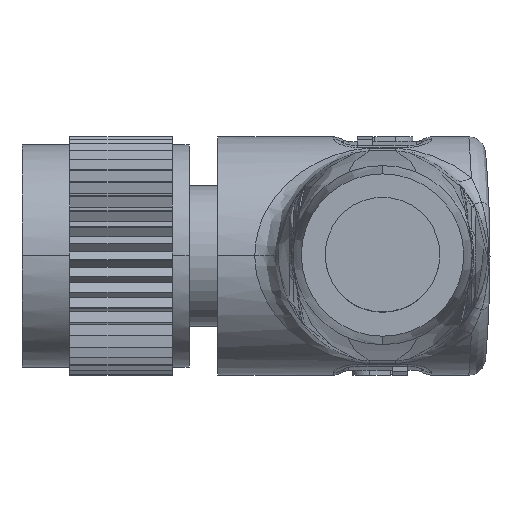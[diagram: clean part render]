
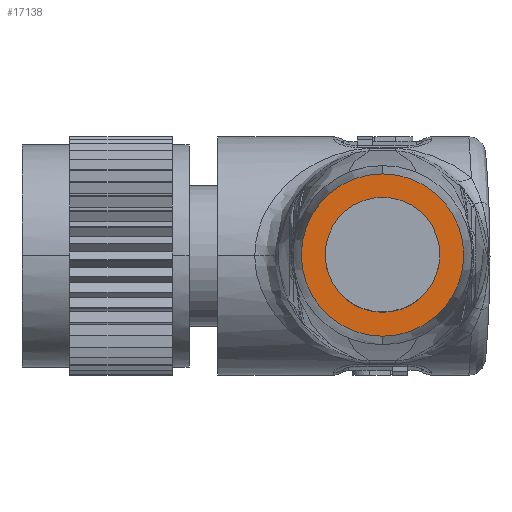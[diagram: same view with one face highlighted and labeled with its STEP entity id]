
A CAD part, top view. The second image highlights one B-rep face of the part: STEP entity #17138.
In plain terms, the highlighted planar face has unit normal (0, 0, 1).
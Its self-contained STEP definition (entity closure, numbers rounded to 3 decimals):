
#4370=CARTESIAN_POINT('',(14.7,0.,23.));
#4371=DIRECTION('',(0.,0.,-1.));
#4372=DIRECTION('',(0.,1.,0.));
#4373=AXIS2_PLACEMENT_3D('',#4370,#4371,#4372);
#4375=CARTESIAN_POINT('',(14.7,0.,23.));
#4376=DIRECTION('',(0.,0.,1.));
#4377=DIRECTION('',(0.,1.,0.));
#4378=AXIS2_PLACEMENT_3D('',#4375,#4376,#4377);
#4380=CARTESIAN_POINT('',(14.7,0.,23.));
#4381=DIRECTION('',(0.,0.,-1.));
#4382=DIRECTION('',(0.,-1.,0.));
#4383=AXIS2_PLACEMENT_3D('',#4380,#4381,#4382);
#4385=CARTESIAN_POINT('',(14.7,0.,23.));
#4386=DIRECTION('',(0.,0.,-1.));
#4387=DIRECTION('',(0.,1.,0.));
#4388=AXIS2_PLACEMENT_3D('',#4385,#4386,#4387);
#7549=CARTESIAN_POINT('',(14.7,3.4,23.));
#7551=VERTEX_POINT('',#7549);
#7553=CARTESIAN_POINT('',(14.7,-3.4,23.));
#7555=VERTEX_POINT('',#7553);
#7985=CARTESIAN_POINT('',(14.7,-2.4,23.));
#7986=CARTESIAN_POINT('',(14.7,2.4,23.));
#7987=VERTEX_POINT('',#7985);
#7988=VERTEX_POINT('',#7986);
#17123=CARTESIAN_POINT('',(14.7,0.,23.));
#17124=DIRECTION('',(0.,0.,1.));
#17125=DIRECTION('',(0.,1.,0.));
#17126=AXIS2_PLACEMENT_3D('',#17123,#17124,#17125);
#17127=PLANE('',#17126);
#17128=ORIENTED_EDGE('',*,*,#17081,.T.);
#17129=ORIENTED_EDGE('',*,*,#17104,.F.);
#17130=EDGE_LOOP('',(#17128,#17129));
#17131=FACE_OUTER_BOUND('',#17130,.F.);
#17133=ORIENTED_EDGE('',*,*,#17132,.F.);
#17135=ORIENTED_EDGE('',*,*,#17134,.F.);
#17136=EDGE_LOOP('',(#17133,#17135));
#17137=FACE_BOUND('',#17136,.F.);
#17138=ADVANCED_FACE('',(#17131,#17137),#17127,.T.);
#4374=CIRCLE('',#4373,3.4);
#4379=CIRCLE('',#4378,3.4);
#4384=CIRCLE('',#4383,2.4);
#4389=CIRCLE('',#4388,2.4);
#17081=EDGE_CURVE('',#7551,#7555,#4374,.T.);
#17104=EDGE_CURVE('',#7551,#7555,#4379,.T.);
#17132=EDGE_CURVE('',#7987,#7988,#4384,.T.);
#17134=EDGE_CURVE('',#7988,#7987,#4389,.T.);
